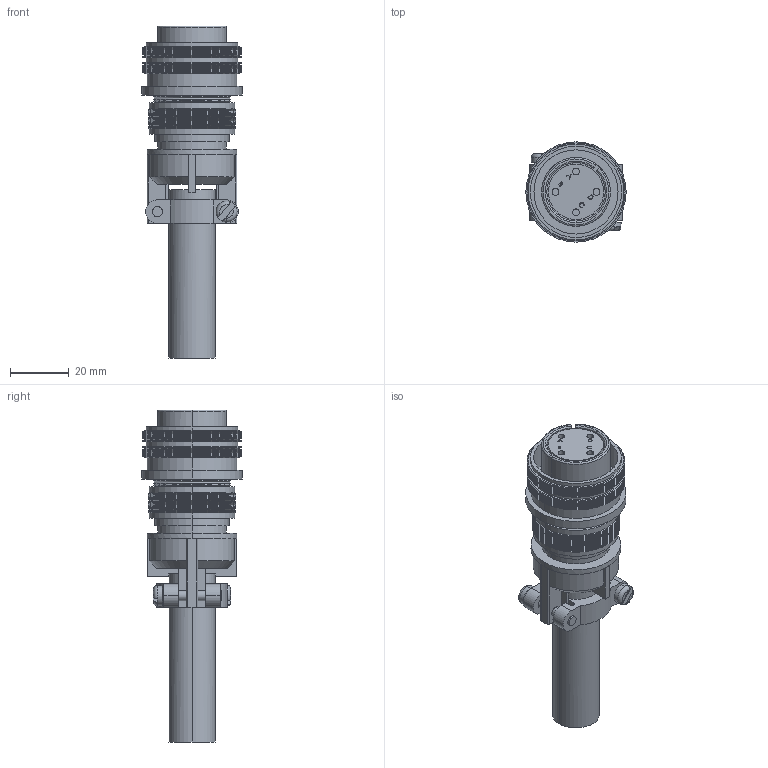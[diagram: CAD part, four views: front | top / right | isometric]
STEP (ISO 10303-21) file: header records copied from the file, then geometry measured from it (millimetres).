
FILE_DESCRIPTION (( 'STEP AP203' ), '1' );
FILE_NAME ('A0125-1.STEP', '2013-04-09T18:50:33', ( '' ), ( '' ), 'SwSTEP 2.0', 'SolidWorks 2012', '' );
FILE_SCHEMA (( 'CONFIG_CONTROL_DESIGN' ));
Length unit declared in the file: inch
Products named in the file (1): A0125-1
Bounding box: 34.04 x 34.04 x 112.7 mm (x, y, z)
Volume: 39194 mm3; surface area: 20324 mm2
Topology: 1 solids, 1 shells, 438 faces, 1031 edges, 626 vertices
Faces by surface type: cone 170, plane 143, cylinder 88, bspline 25, torus 12
Entity records: 14088 total; most frequent: CARTESIAN_POINT 3855, DIRECTION 2193, ORIENTED_EDGE 2062, EDGE_CURVE 1031, AXIS2_PLACEMENT_3D 816, VERTEX_POINT 626, LINE 561, VECTOR 561
